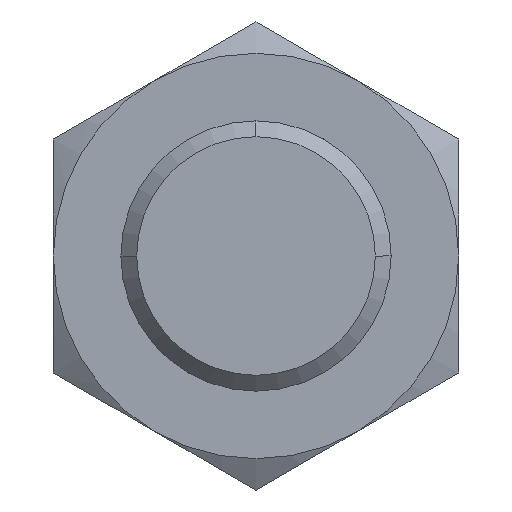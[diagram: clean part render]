
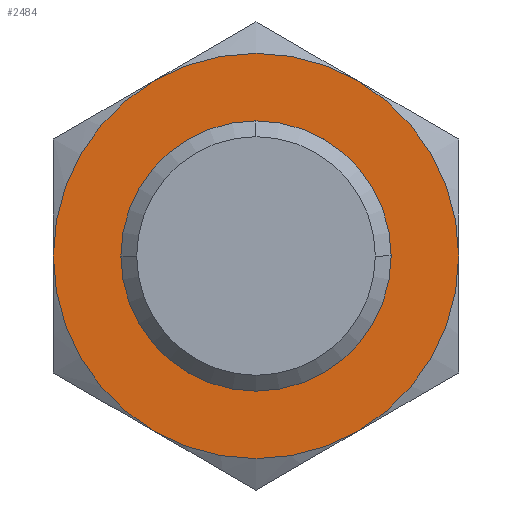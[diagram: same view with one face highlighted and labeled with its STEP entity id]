
A CAD part, front view. The second image highlights one B-rep face of the part: STEP entity #2484.
In plain terms, the highlighted planar face has unit normal (0, -1, 0).
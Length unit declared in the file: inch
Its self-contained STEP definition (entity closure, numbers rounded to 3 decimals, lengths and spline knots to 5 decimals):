
#23 = ORIENTED_EDGE ( 'NONE', *, *, #171, .F. ) ;
#71 = CARTESIAN_POINT ( 'NONE',  ( 0., 0.3937, 0. ) ) ;
#171 = EDGE_CURVE ( 'NONE', #4021, #5977, #7801, .T. ) ;
#462 = EDGE_CURVE ( 'NONE', #1450, #3923, #6924, .T. ) ;
#543 = EDGE_CURVE ( 'NONE', #5080, #7014, #2020, .T. ) ;
#968 = AXIS2_PLACEMENT_3D ( 'NONE', #2283, #1640, #9046 ) ;
#1048 = CARTESIAN_POINT ( 'NONE',  ( 0.17717, 0.3937, -0.30686 ) ) ;
#1073 = PLANE ( 'NONE',  #7346 ) ;
#1138 = CARTESIAN_POINT ( 'NONE',  ( 0., 0.3937, 0. ) ) ;
#1146 = EDGE_CURVE ( 'NONE', #2278, #5080, #3133, .T. ) ;
#1152 = AXIS2_PLACEMENT_3D ( 'NONE', #8941, #1354, #3653 ) ;
#1248 = EDGE_CURVE ( 'NONE', #5977, #2278, #3461, .T. ) ;
#1354 = DIRECTION ( 'NONE',  ( 0., 1., 0. ) ) ;
#1450 = VERTEX_POINT ( 'NONE', #1915 ) ;
#1508 = ORIENTED_EDGE ( 'NONE', *, *, #462, .T. ) ;
#1640 = DIRECTION ( 'NONE',  ( 0., 1., 0. ) ) ;
#1686 = ORIENTED_EDGE ( 'NONE', *, *, #9622, .T. ) ;
#1699 = CARTESIAN_POINT ( 'NONE',  ( 0.35433, 0.3937, 0. ) ) ;
#1874 = ORIENTED_EDGE ( 'NONE', *, *, #9326, .F. ) ;
#1915 = CARTESIAN_POINT ( 'NONE',  ( -0.23622, 0.3937, 0. ) ) ;
#1981 = AXIS2_PLACEMENT_3D ( 'NONE', #3657, #6637, #9042 ) ;
#2020 = CIRCLE ( 'NONE', #2341, 0.35433 ) ;
#2278 = VERTEX_POINT ( 'NONE', #8212 ) ;
#2283 = CARTESIAN_POINT ( 'NONE',  ( 0., 0.3937, 0. ) ) ;
#2341 = AXIS2_PLACEMENT_3D ( 'NONE', #71, #3949, #8337 ) ;
#2388 = DIRECTION ( 'NONE',  ( 0., -1., 0. ) ) ;
#2484 = ADVANCED_FACE ( 'NONE', ( #6309, #4011 ), #1073, .T. ) ;
#2727 = DIRECTION ( 'NONE',  ( -1., 0., 0. ) ) ;
#2761 = CIRCLE ( 'NONE', #8277, 0.23622 ) ;
#2845 = DIRECTION ( 'NONE',  ( 0., 1., 0. ) ) ;
#3133 = CIRCLE ( 'NONE', #968, 0.35433 ) ;
#3236 = VERTEX_POINT ( 'NONE', #7845 ) ;
#3390 = ORIENTED_EDGE ( 'NONE', *, *, #543, .F. ) ;
#3461 = CIRCLE ( 'NONE', #6447, 0.35433 ) ;
#3568 = CARTESIAN_POINT ( 'NONE',  ( 0.23622, 0.3937, 0. ) ) ;
#3653 = DIRECTION ( 'NONE',  ( -1., 0., 0. ) ) ;
#3657 = CARTESIAN_POINT ( 'NONE',  ( 0., 0.3937, 0. ) ) ;
#3923 = VERTEX_POINT ( 'NONE', #3568 ) ;
#3949 = DIRECTION ( 'NONE',  ( 0., 1., 0. ) ) ;
#3993 = ORIENTED_EDGE ( 'NONE', *, *, #1248, .F. ) ;
#4011 = FACE_OUTER_BOUND ( 'NONE', #8308, .T. ) ;
#4021 = VERTEX_POINT ( 'NONE', #8851 ) ;
#4278 = DIRECTION ( 'NONE',  ( 0., 1., 0. ) ) ;
#4290 = CIRCLE ( 'NONE', #4758, 0.35433 ) ;
#4733 = ORIENTED_EDGE ( 'NONE', *, *, #1146, .F. ) ;
#4758 = AXIS2_PLACEMENT_3D ( 'NONE', #6577, #2845, #8875 ) ;
#4832 = AXIS2_PLACEMENT_3D ( 'NONE', #7207, #4278, #2727 ) ;
#5029 = CARTESIAN_POINT ( 'NONE',  ( 0., 0.3937, 0. ) ) ;
#5080 = VERTEX_POINT ( 'NONE', #1699 ) ;
#5394 = CARTESIAN_POINT ( 'NONE',  ( -0.17717, 0.3937, 0.30686 ) ) ;
#5555 = DIRECTION ( 'NONE',  ( 0., 1., 0. ) ) ;
#5977 = VERTEX_POINT ( 'NONE', #5394 ) ;
#6259 = CARTESIAN_POINT ( 'NONE',  ( 0., 0.3937, -0.40915 ) ) ;
#6309 = FACE_BOUND ( 'NONE', #6896, .T. ) ;
#6443 = DIRECTION ( 'NONE',  ( 0., 1., 0. ) ) ;
#6447 = AXIS2_PLACEMENT_3D ( 'NONE', #5029, #6443, #9467 ) ;
#6577 = CARTESIAN_POINT ( 'NONE',  ( 0., 0.3937, 0. ) ) ;
#6637 = DIRECTION ( 'NONE',  ( 0., 1., 0. ) ) ;
#6896 = EDGE_LOOP ( 'NONE', ( #1686, #1508 ) ) ;
#6924 = CIRCLE ( 'NONE', #1152, 0.23622 ) ;
#6989 = CIRCLE ( 'NONE', #1981, 0.35433 ) ;
#7014 = VERTEX_POINT ( 'NONE', #1048 ) ;
#7207 = CARTESIAN_POINT ( 'NONE',  ( 0., 0.3937, 0. ) ) ;
#7346 = AXIS2_PLACEMENT_3D ( 'NONE', #6259, #2388, #8602 ) ;
#7731 = ORIENTED_EDGE ( 'NONE', *, *, #8215, .F. ) ;
#7801 = CIRCLE ( 'NONE', #4832, 0.35433 ) ;
#7845 = CARTESIAN_POINT ( 'NONE',  ( -0.17717, 0.3937, -0.30686 ) ) ;
#7859 = DIRECTION ( 'NONE',  ( -1., 0., 0. ) ) ;
#8212 = CARTESIAN_POINT ( 'NONE',  ( 0.17717, 0.3937, 0.30686 ) ) ;
#8215 = EDGE_CURVE ( 'NONE', #7014, #3236, #4290, .T. ) ;
#8277 = AXIS2_PLACEMENT_3D ( 'NONE', #1138, #5555, #7859 ) ;
#8308 = EDGE_LOOP ( 'NONE', ( #23, #1874, #7731, #3390, #4733, #3993 ) ) ;
#8337 = DIRECTION ( 'NONE',  ( 1., 0., 0. ) ) ;
#8602 = DIRECTION ( 'NONE',  ( -1., 0., 0. ) ) ;
#8851 = CARTESIAN_POINT ( 'NONE',  ( -0.35433, 0.3937, 0. ) ) ;
#8875 = DIRECTION ( 'NONE',  ( -1., 0., 0. ) ) ;
#8941 = CARTESIAN_POINT ( 'NONE',  ( 0., 0.3937, 0. ) ) ;
#9042 = DIRECTION ( 'NONE',  ( -1., 0., 0. ) ) ;
#9046 = DIRECTION ( 'NONE',  ( -1., 0., 0. ) ) ;
#9326 = EDGE_CURVE ( 'NONE', #3236, #4021, #6989, .T. ) ;
#9467 = DIRECTION ( 'NONE',  ( -1., 0., 0. ) ) ;
#9622 = EDGE_CURVE ( 'NONE', #3923, #1450, #2761, .T. ) ;
